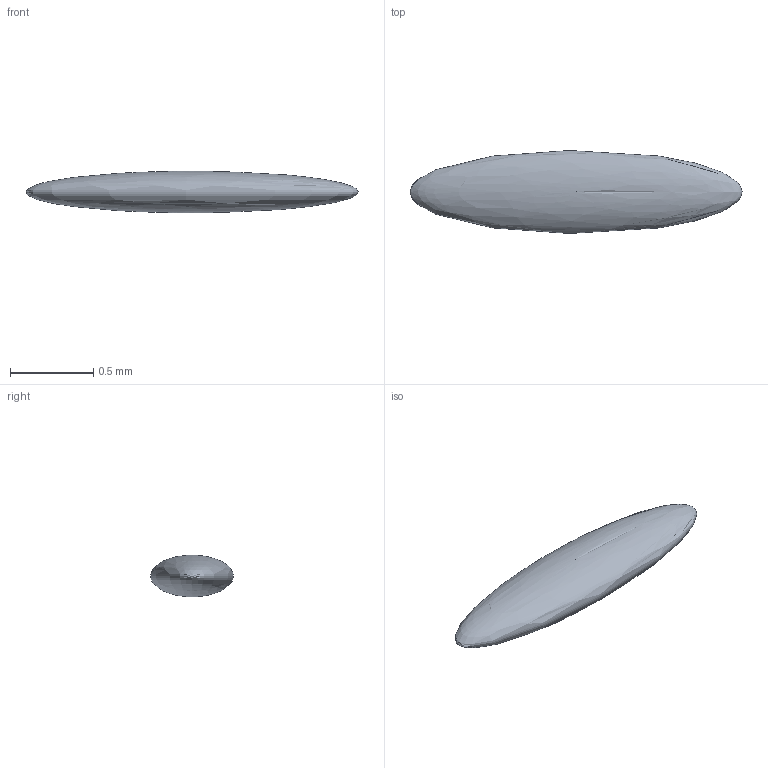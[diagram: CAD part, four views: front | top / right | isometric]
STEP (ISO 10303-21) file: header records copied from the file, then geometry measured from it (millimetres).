
FILE_DESCRIPTION(('Open CASCADE Model'),'2;1');
FILE_NAME('Open CASCADE Shape Model','2025-02-04T17:17:48',('Author'),( 'Open CASCADE'),'Open CASCADE STEP processor 7.6','Open CASCADE 7.6' ,'Unknown');
FILE_SCHEMA(('AUTOMOTIVE_DESIGN { 1 0 10303 214 1 1 1 1 }'));
Length unit declared in the file: millimetre
Products named in the file (1): Open CASCADE STEP translator 7.6 1
Bounding box: 2 x 0.5 x 0.25 mm (x, y, z)
Volume: 0.1 mm3; surface area: 1.9 mm2
Topology: 1 solids, 1 shells, 1 faces, 3 edges, 2 vertices
Faces by surface type: bspline 1
Entity records: 58 total; most frequent: CARTESIAN_POINT 37, DIRECTION 2, APPLICATION_PROTOCOL_DEFINITION 1, APPLICATION_CONTEXT 1, SHAPE_DEFINITION_REPRESENTATION 1, PRODUCT_DEFINITION_SHAPE 1, PRODUCT_DEFINITION 1, PRODUCT_DEFINITION_FORMATION 1
